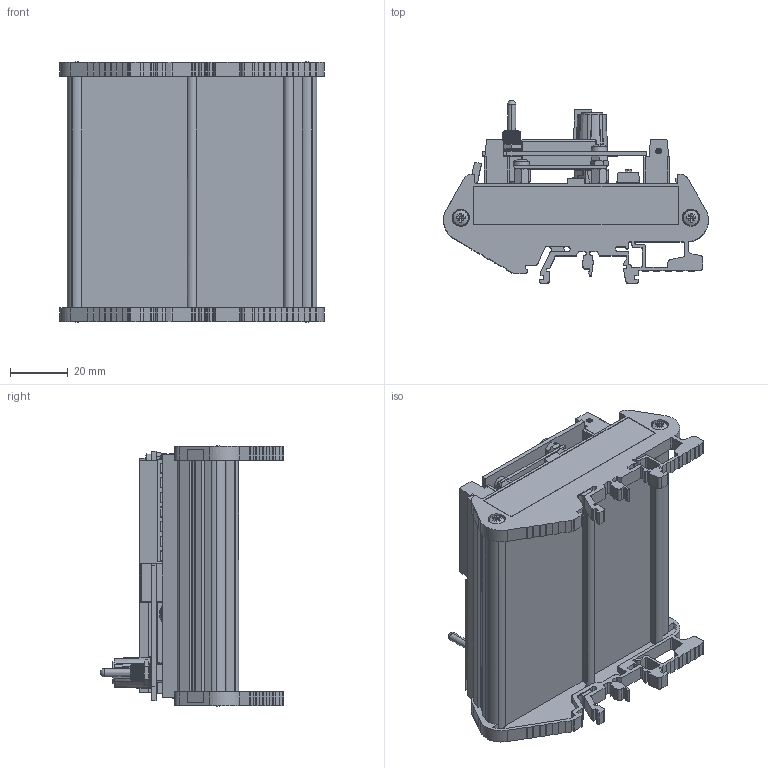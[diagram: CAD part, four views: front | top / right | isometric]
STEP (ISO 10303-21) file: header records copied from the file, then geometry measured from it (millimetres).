
FILE_DESCRIPTION (( 'STEP AP214' ), '1' );
FILE_NAME ('TLE.STEP', '2024-11-05T15:05:11', ( '' ), ( '' ), 'SwSTEP 2.0', 'SolidWorks 2021', '' );
FILE_SCHEMA (( 'AUTOMOTIVE_DESIGN' ));
Length unit declared in the file: inch
Products named in the file (1): TLE
Bounding box: 92 x 63.6 x 90.32 mm (x, y, z)
Volume: 79906.2 mm3; surface area: 80230 mm2
Topology: 21 solids, 24 shells, 3625 faces, 9719 edges, 6374 vertices
Faces by surface type: plane 2171, cylinder 995, cone 213, torus 130, bspline 85, sphere 31
Entity records: 147269 total; most frequent: CARTESIAN_POINT 63691, ORIENTED_EDGE 19400, DIRECTION 13624, EDGE_CURVE 9700, VERTEX_POINT 6365, LINE 4998, VECTOR 4998, AXIS2_PLACEMENT_3D 4313
